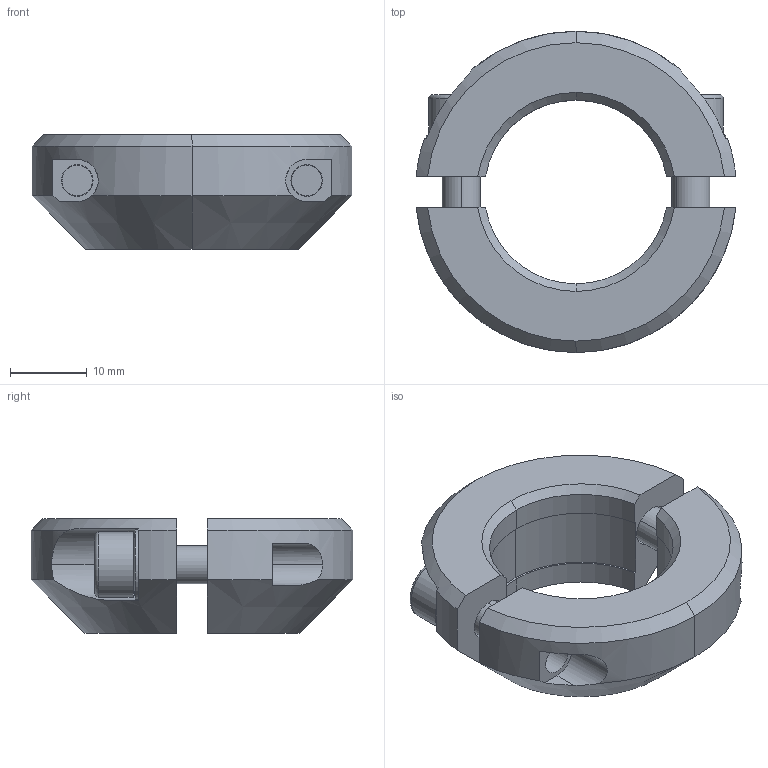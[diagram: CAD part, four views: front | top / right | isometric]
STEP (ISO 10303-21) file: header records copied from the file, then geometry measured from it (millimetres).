
FILE_DESCRIPTION(('no description'),'unknown implementation level');
FILE_NAME('8DC3171D-D129-4EEC-B8AD-0D3E4FDFE96E_export.stp',' ',('CIMSOURCE GmbH'),('CADClick - KiM GmbH - www.kimweb.de'),'unknown preprocess','ACIS','unknown authorization');
FILE_SCHEMA(('automotive_design'));
Length unit declared in the file: millimetre
Products named in the file (6): 663.120 Kaiser AR 25|663.913 Kaiser Ringsegment rechts_Standard;NONE; 663.120 Kaiser AR 25|693.176 Kaiser ETL �5,3_9,2L_Standard;NONE; 663.120 Kaiser AR 25|690.102 Kaiser ETL M5 X 14A_Standard;NONE; 663.120 Kaiser AR 25|663.914 Kaiser Ringsegment links_Standard;NONE
Bounding box: 41.81 x 42 x 15 mm (x, y, z)
Volume: 9339.8 mm3; surface area: 6073.8 mm2
Topology: 6 solids, 6 shells, 136 faces, 336 edges, 208 vertices
Faces by surface type: plane 54, cylinder 42, cone 36, torus 4
Entity records: 8102 total; most frequent: CARTESIAN_POINT 881, DIRECTION 736, STYLED_ITEM 682, PRESENTATION_STYLE_ASSIGNMENT 682, COLOUR_RGB 682, ORIENTED_EDGE 664, EDGE_CURVE 332, CURVE_STYLE 332
